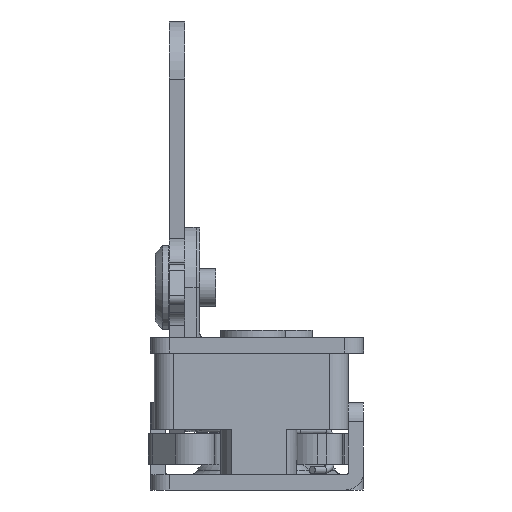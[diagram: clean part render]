
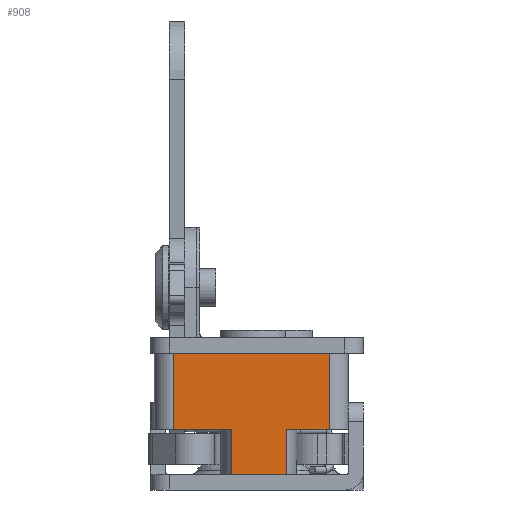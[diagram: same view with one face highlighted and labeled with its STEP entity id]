
A CAD part, left-side view. The second image highlights one B-rep face of the part: STEP entity #908.
In plain terms, the highlighted planar face has unit normal (-1, 0, 0).
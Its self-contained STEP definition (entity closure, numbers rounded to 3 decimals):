
#908=ADVANCED_FACE('',(#1659),#1660,.F.);
#1659=FACE_OUTER_BOUND('',#3747,.T.);
#1660=PLANE('',#3748);
#3747=EDGE_LOOP('',(#6259,#6260,#6261,#6262,#6263,#6264,#6265,#6266));
#3748=AXIS2_PLACEMENT_3D('',#6267,#6268,#6269);
#6259=ORIENTED_EDGE('',*,*,#8353,.F.);
#6260=ORIENTED_EDGE('',*,*,#8436,.T.);
#6261=ORIENTED_EDGE('',*,*,#8201,.F.);
#6262=ORIENTED_EDGE('',*,*,#8437,.F.);
#6263=ORIENTED_EDGE('',*,*,#8343,.F.);
#6264=ORIENTED_EDGE('',*,*,#8120,.T.);
#6265=ORIENTED_EDGE('',*,*,#8391,.T.);
#6266=ORIENTED_EDGE('',*,*,#8268,.F.);
#6267=CARTESIAN_POINT('',(-41.689,27.527,2.25));
#6268=DIRECTION('',(1.,0.,0.));
#6269=DIRECTION('',(0.,0.,-1.));
#8120=EDGE_CURVE('',#9537,#9535,#9538,.T.);
#8201=EDGE_CURVE('',#9682,#9683,#9684,.T.);
#8268=EDGE_CURVE('',#9797,#9795,#9799,.T.);
#8343=EDGE_CURVE('',#9537,#9921,#9922,.T.);
#8353=EDGE_CURVE('',#9934,#9797,#9936,.T.);
#8391=EDGE_CURVE('',#9535,#9795,#9991,.T.);
#8436=EDGE_CURVE('',#9934,#9683,#10045,.T.);
#8437=EDGE_CURVE('',#9921,#9682,#10046,.T.);
#9535=VERTEX_POINT('',#11819);
#9537=VERTEX_POINT('',#11821);
#9538=LINE('',#11822,#11823);
#9682=VERTEX_POINT('',#12034);
#9683=VERTEX_POINT('',#12035);
#9684=LINE('',#12036,#12037);
#9795=VERTEX_POINT('',#12190);
#9797=VERTEX_POINT('',#12192);
#9799=LINE('',#12194,#12195);
#9921=VERTEX_POINT('',#12370);
#9922=LINE('',#12371,#12372);
#9934=VERTEX_POINT('',#12387);
#9936=LINE('',#12389,#12390);
#9991=LINE('',#12481,#12482);
#10045=LINE('',#12562,#12563);
#10046=LINE('',#12564,#12565);
#11819=CARTESIAN_POINT('',(-41.689,27.527,12.25));
#11821=CARTESIAN_POINT('',(-41.689,27.527,2.25));
#11822=CARTESIAN_POINT('',(-41.689,27.527,2.25));
#11823=VECTOR('',#14257,1.0);
#12034=CARTESIAN_POINT('',(-41.689,33.206,-3.75));
#12035=CARTESIAN_POINT('',(-41.689,40.348,-3.75));
#12036=CARTESIAN_POINT('',(-41.689,33.206,-3.75));
#12037=VECTOR('',#14367,1.0);
#12190=CARTESIAN_POINT('',(-41.689,48.027,12.25));
#12192=CARTESIAN_POINT('',(-41.689,48.027,2.25));
#12194=CARTESIAN_POINT('',(-41.689,48.027,2.25));
#12195=VECTOR('',#14482,1.0);
#12370=CARTESIAN_POINT('',(-41.689,33.206,2.25));
#12371=CARTESIAN_POINT('',(-41.689,27.527,2.25));
#12372=VECTOR('',#14599,1.0);
#12387=CARTESIAN_POINT('',(-41.689,40.348,2.25));
#12389=CARTESIAN_POINT('',(-41.689,27.527,2.25));
#12390=VECTOR('',#14621,1.0);
#12481=CARTESIAN_POINT('',(-41.689,27.527,12.25));
#12482=VECTOR('',#14676,1.0);
#12562=CARTESIAN_POINT('',(-41.689,40.348,71.073));
#12563=VECTOR('',#14757,1.0);
#12564=CARTESIAN_POINT('',(-41.689,33.206,71.073));
#12565=VECTOR('',#14758,1.0);
#14257=DIRECTION('',(0.,0.,1.0));
#14367=DIRECTION('',(0.,1.,0.));
#14482=DIRECTION('',(0.,0.,1.0));
#14599=DIRECTION('',(0.,1.,0.));
#14621=DIRECTION('',(0.,1.,0.));
#14676=DIRECTION('',(0.,1.,0.));
#14757=DIRECTION('',(0.,0.,-1.0));
#14758=DIRECTION('',(0.,0.,-1.0));
